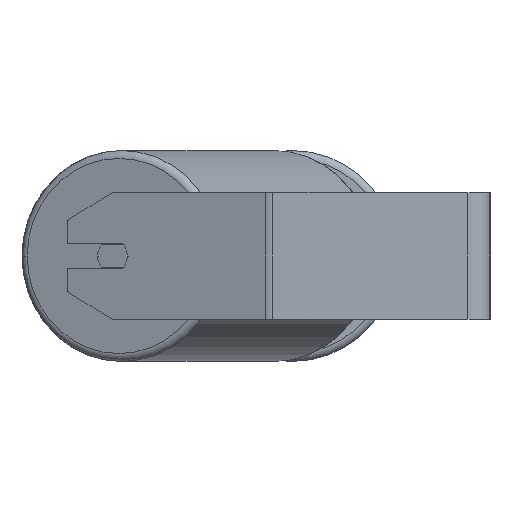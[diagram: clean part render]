
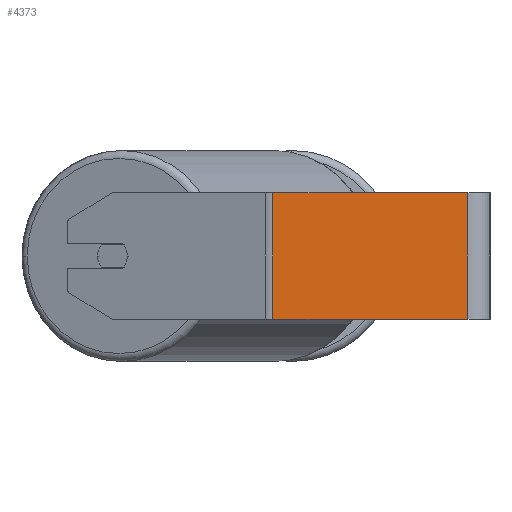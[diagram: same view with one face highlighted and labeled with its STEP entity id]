
A CAD part, left-side view. The second image highlights one B-rep face of the part: STEP entity #4373.
In plain terms, the highlighted planar face has unit normal (-1, 0, 0).
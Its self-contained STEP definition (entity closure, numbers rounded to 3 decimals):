
#156 = ORIENTED_EDGE ( 'NONE', *, *, #924, .T. ) ;
#172 = CARTESIAN_POINT ( 'NONE',  ( -500., 14., 40. ) ) ;
#303 = VERTEX_POINT ( 'NONE', #8617 ) ;
#877 = VERTEX_POINT ( 'NONE', #4080 ) ;
#924 = EDGE_CURVE ( 'NONE', #5573, #303, #8691, .T. ) ;
#1332 = EDGE_CURVE ( 'NONE', #6474, #877, #1412, .T. ) ;
#1412 = LINE ( 'NONE', #172, #4865 ) ;
#1468 = CARTESIAN_POINT ( 'NONE',  ( -500., 14., 40. ) ) ;
#1585 = ORIENTED_EDGE ( 'NONE', *, *, #1332, .F. ) ;
#1669 = FACE_OUTER_BOUND ( 'NONE', #8483, .T. ) ;
#1816 = VECTOR ( 'NONE', #6902, 1000. ) ;
#2293 = DIRECTION ( 'NONE',  ( 0., -1., 0. ) ) ;
#2655 = AXIS2_PLACEMENT_3D ( 'NONE', #3701, #8498, #5837 ) ;
#2658 = CARTESIAN_POINT ( 'NONE',  ( -500., 136.906, 40. ) ) ;
#3141 = PLANE ( 'NONE',  #2655 ) ;
#3701 = CARTESIAN_POINT ( 'NONE',  ( -500., 139.375, 40. ) ) ;
#3936 = ORIENTED_EDGE ( 'NONE', *, *, #5498, .T. ) ;
#4080 = CARTESIAN_POINT ( 'NONE',  ( -500., 14., -40. ) ) ;
#4290 = EDGE_CURVE ( 'NONE', #5573, #6474, #8315, .T. ) ;
#4373 = ADVANCED_FACE ( 'NONE', ( #1669 ), #3141, .F. ) ;
#4549 = DIRECTION ( 'NONE',  ( 0., 0., -1. ) ) ;
#4691 = DIRECTION ( 'NONE',  ( 0., 0., -1. ) ) ;
#4861 = VECTOR ( 'NONE', #4691, 1000. ) ;
#4865 = VECTOR ( 'NONE', #4549, 1000. ) ;
#5222 = VECTOR ( 'NONE', #2293, 1000. ) ;
#5498 = EDGE_CURVE ( 'NONE', #303, #877, #5676, .T. ) ;
#5573 = VERTEX_POINT ( 'NONE', #8460 ) ;
#5676 = LINE ( 'NONE', #8371, #5222 ) ;
#5718 = ORIENTED_EDGE ( 'NONE', *, *, #4290, .F. ) ;
#5837 = DIRECTION ( 'NONE',  ( 0., 1., 0. ) ) ;
#6474 = VERTEX_POINT ( 'NONE', #1468 ) ;
#6902 = DIRECTION ( 'NONE',  ( 0., -1., 0. ) ) ;
#8146 = CARTESIAN_POINT ( 'NONE',  ( -500., 139.375, 40. ) ) ;
#8315 = LINE ( 'NONE', #8146, #1816 ) ;
#8371 = CARTESIAN_POINT ( 'NONE',  ( -500., 139.375, -40. ) ) ;
#8460 = CARTESIAN_POINT ( 'NONE',  ( -500., 136.906, 40. ) ) ;
#8483 = EDGE_LOOP ( 'NONE', ( #3936, #1585, #5718, #156 ) ) ;
#8498 = DIRECTION ( 'NONE',  ( 1., 0., 0. ) ) ;
#8617 = CARTESIAN_POINT ( 'NONE',  ( -500., 136.906, -40. ) ) ;
#8691 = LINE ( 'NONE', #2658, #4861 ) ;
